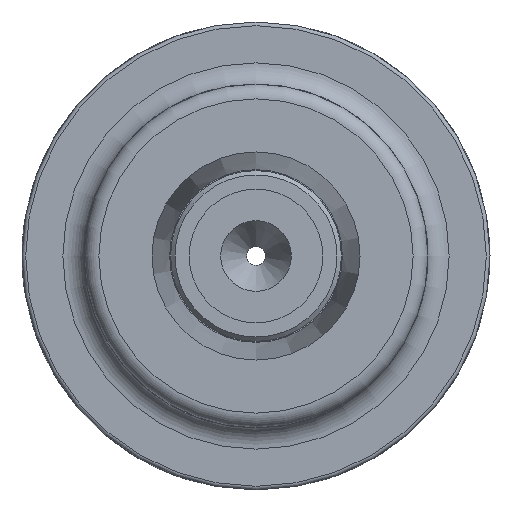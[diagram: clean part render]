
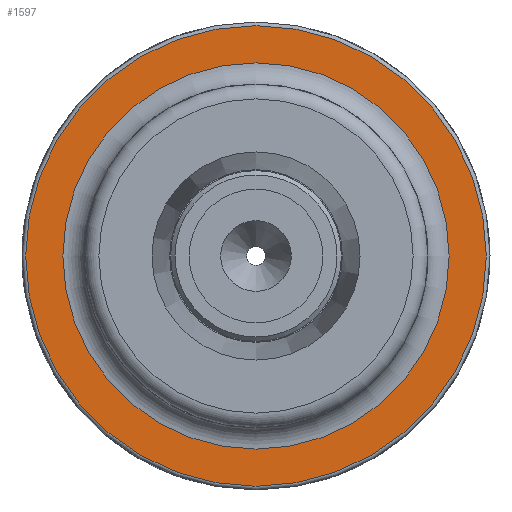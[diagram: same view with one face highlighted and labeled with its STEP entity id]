
A CAD part, left-side view. The second image highlights one B-rep face of the part: STEP entity #1597.
In plain terms, the highlighted planar face has unit normal (-1, 0, 0).
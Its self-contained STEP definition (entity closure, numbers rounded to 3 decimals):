
#1434=CARTESIAN_POINT('',(-22.,0.0,26.));
#1435=VERTEX_POINT('',#1434);
#1436=CARTESIAN_POINT('',(-22.,0.0,0.0));
#1437=DIRECTION('',(-1.0,0.0,0.0));
#1438=DIRECTION('',(0.0,0.0,1.0));
#1439=AXIS2_PLACEMENT_3D('',#1436,#1437,#1438);
#1440=CIRCLE('',#1439,26.);
#1441=EDGE_CURVE('',#1435,#1435,#1440,.T.);
#1578=CARTESIAN_POINT('',(-22.,31.5,0.0));
#1579=DIRECTION('',(-1.0,0.0,0.0));
#1580=DIRECTION('',(0.0,0.0,1.0));
#1581=AXIS2_PLACEMENT_3D('',#1578,#1579,#1580);
#1582=PLANE('',#1581);
#1583=CARTESIAN_POINT('',(-22.,31.,0.));
#1584=VERTEX_POINT('',#1583);
#1585=CARTESIAN_POINT('',(-22.,0.,0.0));
#1586=DIRECTION('',(1.0,0.0,0.0));
#1587=DIRECTION('',(0.0,-1.0,0.0));
#1588=AXIS2_PLACEMENT_3D('',#1585,#1586,#1587);
#1589=CIRCLE('',#1588,31.);
#1590=EDGE_CURVE('',#1584,#1584,#1589,.T.);
#1591=ORIENTED_EDGE('',*,*,#1590,.F.);
#1592=EDGE_LOOP('',(#1591));
#1593=FACE_OUTER_BOUND('',#1592,.T.);
#1594=ORIENTED_EDGE('',*,*,#1441,.F.);
#1595=EDGE_LOOP('',(#1594));
#1596=FACE_BOUND('',#1595,.T.);
#1597=ADVANCED_FACE('',(#1593,#1596),#1582,.T.);
